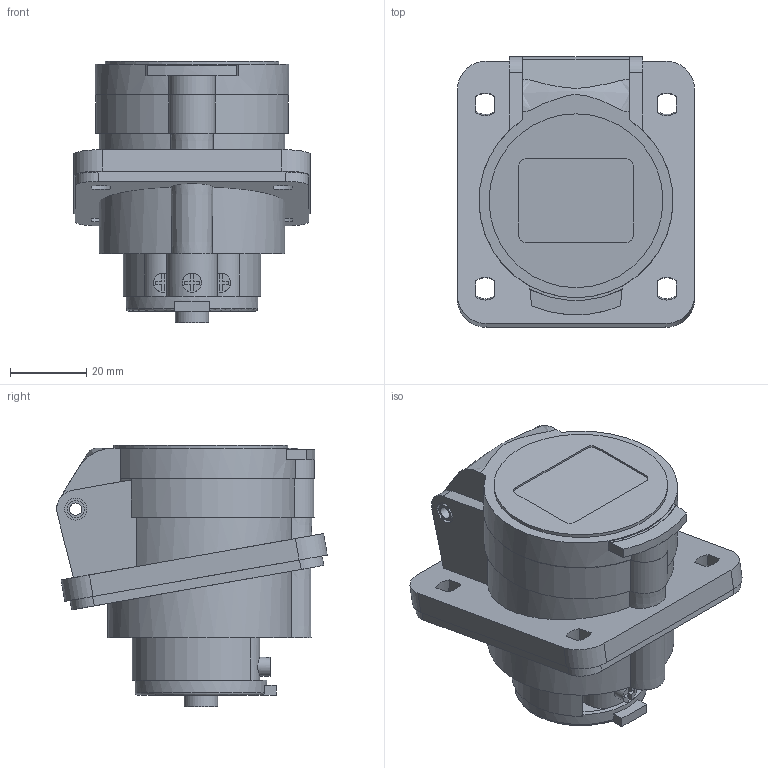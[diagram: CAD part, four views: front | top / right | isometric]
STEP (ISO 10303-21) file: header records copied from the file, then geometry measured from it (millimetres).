
FILE_DESCRIPTION (( 'STEP AP203' ), '1' );
FILE_NAME ('ps-413-16-220.ÃÌ Ðîçåòêà ñòàöèîíàðíàÿ âíóòðåííÿÿ 413 2Ð+ÐÅ 16À 220Â IP44 EKF.STEP', '2025-10-02T10:26:27', ( '' ), ( '' ), 'SwSTEP 2.0', 'SolidWorks 2021', '' );
FILE_SCHEMA (( 'CONFIG_CONTROL_DESIGN' ));
Length unit declared in the file: millimetre
Products named in the file (1): ps-413-16-220.ÃÌ Ðîçåòêà ñòàöèîíàðíàÿ âíóòðåííÿÿ 413 2Ð+ÐÅ 16À 220Â IP44 EKF
Bounding box: 62 x 70.83 x 68.5 mm (x, y, z)
Volume: 128068.7 mm3; surface area: 35798.6 mm2
Topology: 3 solids, 3 shells, 216 faces, 557 edges, 366 vertices
Faces by surface type: plane 134, cylinder 68, bspline 9, torus 3, cone 2
Full cylindrical faces by diameter (mm): 3.25 x1, 3.5 x1, 3.85 x1, 4.5 x2, 5 x3, 5.25 x3, 5.75 x2, 6.75 x1, 6.85 x1, 8.75 x1, 13.25 x2, 32 x1, 32.5 x2, 34.5 x1, 45.5 x1
Entity records: 6918 total; most frequent: CARTESIAN_POINT 1696, ORIENTED_EDGE 1046, DIRECTION 1040, EDGE_CURVE 523, AXIS2_PLACEMENT_3D 357, VERTEX_POINT 356, VECTOR 326, LINE 326
